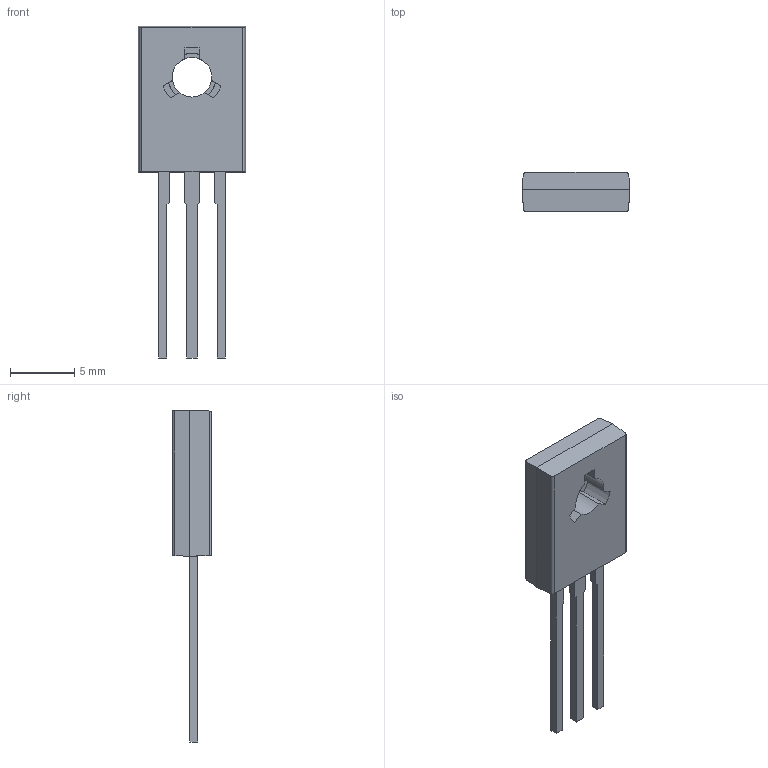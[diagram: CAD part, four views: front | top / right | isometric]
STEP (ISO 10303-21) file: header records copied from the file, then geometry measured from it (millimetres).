
FILE_DESCRIPTION(('STEP AP214'), '1');
FILE_NAME('TO-225AA', '', ('UNSPECIFIED'), ('UNSPECIFIED'), 'ASCON STEP Converter 1.3', 'ASCON Math Kernel', '');
FILE_SCHEMA(('AUTOMOTIVE_DESIGN { 1 0 10303 214 3 1 1}'));
Length unit declared in the file: millimetre
Bounding box: 8.38 x 3.04 x 25.93 mm (x, y, z)
Volume: 277 mm3; surface area: 569.8 mm2
Topology: 5 solids, 5 shells, 75 faces, 197 edges, 128 vertices
Faces by surface type: plane 57, cylinder 18
Full cylindrical faces by diameter (mm): 3.1 x1, 3.75 x2
Entity records: 2964 total; most frequent: CARTESIAN_POINT 422, ORIENTED_EDGE 388, DIRECTION 378, EDGE_CURVE 194, LINE 146, VECTOR 146, VERTEX_POINT 128, AXIS2_PLACEMENT_3D 116
